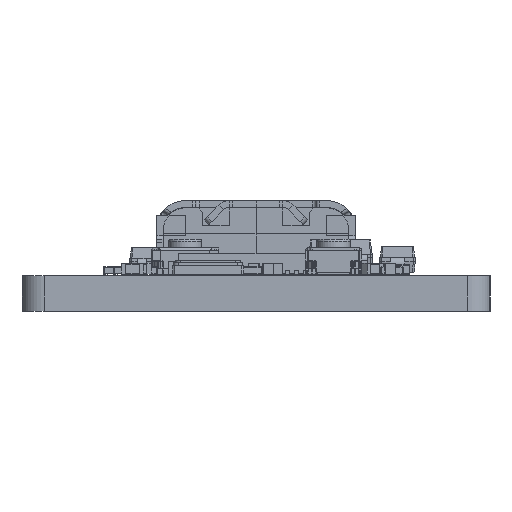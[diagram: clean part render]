
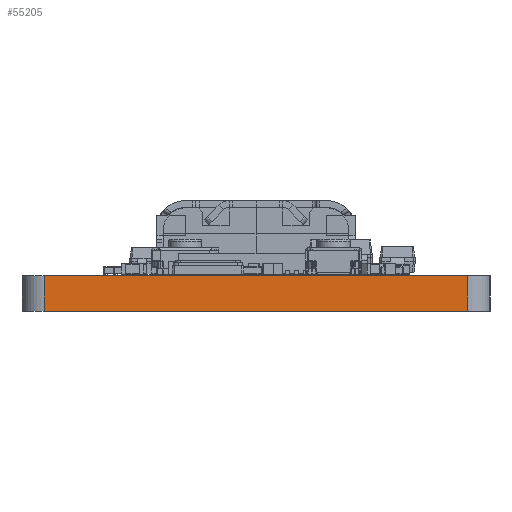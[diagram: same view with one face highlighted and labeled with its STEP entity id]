
A CAD part, front view. The second image highlights one B-rep face of the part: STEP entity #55205.
In plain terms, the highlighted planar face has unit normal (0, -1, 0).
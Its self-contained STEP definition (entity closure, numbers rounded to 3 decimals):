
#51959 = VERTEX_POINT('',#51960);
#51960 = CARTESIAN_POINT('',(94.15,-108.27,0.));
#51967 = EDGE_CURVE('',#51968,#51959,#51970,.T.);
#51968 = VERTEX_POINT('',#51969);
#51969 = CARTESIAN_POINT('',(113.15,-108.27,0.));
#51970 = LINE('',#51971,#51972);
#51971 = CARTESIAN_POINT('',(113.15,-108.27,0.));
#51972 = VECTOR('',#51973,1.);
#51973 = DIRECTION('',(-1.,0.,0.));
#53436 = VERTEX_POINT('',#53437);
#53437 = CARTESIAN_POINT('',(94.15,-108.27,1.6));
#53444 = EDGE_CURVE('',#53445,#53436,#53447,.T.);
#53445 = VERTEX_POINT('',#53446);
#53446 = CARTESIAN_POINT('',(113.15,-108.27,1.6));
#53447 = LINE('',#53448,#53449);
#53448 = CARTESIAN_POINT('',(113.15,-108.27,1.6));
#53449 = VECTOR('',#53450,1.);
#53450 = DIRECTION('',(-1.,0.,0.));
#55195 = EDGE_CURVE('',#51968,#53445,#55196,.T.);
#55196 = LINE('',#55197,#55198);
#55197 = CARTESIAN_POINT('',(113.15,-108.27,0.));
#55198 = VECTOR('',#55199,1.);
#55199 = DIRECTION('',(0.,0.,1.));
#55205 = ADVANCED_FACE('',(#55206),#55217,.T.);
#55206 = FACE_BOUND('',#55207,.T.);
#55207 = EDGE_LOOP('',(#55208,#55209,#55210,#55216));
#55208 = ORIENTED_EDGE('',*,*,#55195,.T.);
#55209 = ORIENTED_EDGE('',*,*,#53444,.T.);
#55210 = ORIENTED_EDGE('',*,*,#55211,.F.);
#55211 = EDGE_CURVE('',#51959,#53436,#55212,.T.);
#55212 = LINE('',#55213,#55214);
#55213 = CARTESIAN_POINT('',(94.15,-108.27,0.));
#55214 = VECTOR('',#55215,1.);
#55215 = DIRECTION('',(0.,0.,1.));
#55216 = ORIENTED_EDGE('',*,*,#51967,.F.);
#55217 = PLANE('',#55218);
#55218 = AXIS2_PLACEMENT_3D('',#55219,#55220,#55221);
#55219 = CARTESIAN_POINT('',(113.15,-108.27,0.));
#55220 = DIRECTION('',(0.,-1.,0.));
#55221 = DIRECTION('',(-1.,0.,0.));
